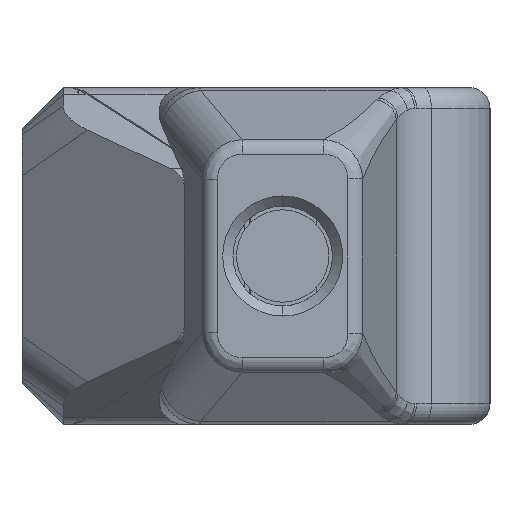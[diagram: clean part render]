
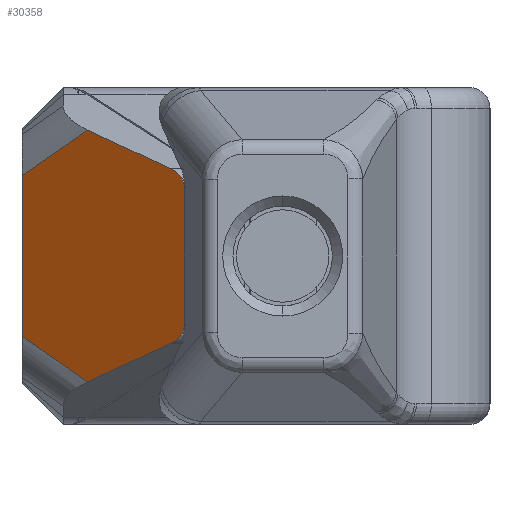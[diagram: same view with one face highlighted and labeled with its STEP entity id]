
A CAD part, left-side view. The second image highlights one B-rep face of the part: STEP entity #30358.
In plain terms, the highlighted planar face has unit normal (-0.782, 0.624, 0).
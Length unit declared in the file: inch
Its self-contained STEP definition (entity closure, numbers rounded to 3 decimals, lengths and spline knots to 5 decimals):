
#17176=DIRECTION('',(0.,0.,-1.));
#17177=VECTOR('',#17176,0.15697);
#17178=CARTESIAN_POINT('',(0.206,0.361,0.07848));
#17179=LINE('',#17178,#17177);
#17973=CARTESIAN_POINT('',(0.15509,0.29716,
0.12272));
#17975=DIRECTION('',(-0.548,-0.687,0.476));
#17976=VECTOR('',#17975,0.09287);
#17977=CARTESIAN_POINT('',(0.206,0.361,0.07848));
#17978=LINE('',#17977,#17976);
#21108=CARTESIAN_POINT('',(0.206,0.361,-0.07848));
#21110=DIRECTION('',(0.548,0.687,0.476));
#21111=VECTOR('',#21110,0.09287);
#21112=CARTESIAN_POINT('',(0.15509,0.29716,
-0.12272));
#21113=LINE('',#21112,#21111);
#21125=CARTESIAN_POINT('',(0.08,0.203,0.0675));
#21126=CARTESIAN_POINT('',(0.08,0.203,0.06987));
#21127=CARTESIAN_POINT('',(0.08076,0.20395,
0.07376));
#21128=CARTESIAN_POINT('',(0.08373,0.20767,
0.07991));
#21129=CARTESIAN_POINT('',(0.08716,0.21198,
0.08317));
#21130=CARTESIAN_POINT('',(0.08994,0.21546,
0.08479));
#21146=DIRECTION('',(0.,0.,1.));
#21147=VECTOR('',#21146,0.135);
#21148=CARTESIAN_POINT('',(0.08,0.203,-0.0675));
#21149=LINE('',#21148,#21147);
#21162=CARTESIAN_POINT('',(0.08994,0.21546,
-0.08479));
#21163=CARTESIAN_POINT('',(0.08716,0.21198,
-0.08317));
#21164=CARTESIAN_POINT('',(0.08373,0.20767,
-0.07991));
#21165=CARTESIAN_POINT('',(0.08076,0.20395,
-0.07376));
#21166=CARTESIAN_POINT('',(0.08,0.203,-0.06987));
#21167=CARTESIAN_POINT('',(0.08,0.203,-0.0675));
#21187=DIRECTION('',(0.586,0.735,-0.341));
#21188=VECTOR('',#21187,0.11117);
#21189=CARTESIAN_POINT('',(0.08994,0.21546,
-0.08479));
#21190=LINE('',#21189,#21188);
#21191=DIRECTION('',(0.586,0.735,0.341));
#21192=VECTOR('',#21191,0.11117);
#21193=CARTESIAN_POINT('',(0.08994,0.21546,
0.08479));
#21194=LINE('',#21193,#21192);
#22018=VERTEX_POINT('',#17973);
#22019=CARTESIAN_POINT('',(0.206,0.361,0.07848));
#22020=VERTEX_POINT('',#22019);
#22025=VERTEX_POINT('',#21108);
#22026=CARTESIAN_POINT('',(0.15509,0.29716,
-0.12272));
#22027=VERTEX_POINT('',#22026);
#22113=CARTESIAN_POINT('',(0.08,0.203,0.0675));
#22115=VERTEX_POINT('',#22113);
#22116=VERTEX_POINT('',#21130);
#22121=CARTESIAN_POINT('',(0.08994,0.21546,
-0.08479));
#22123=VERTEX_POINT('',#22121);
#22124=VERTEX_POINT('',#21167);
#30338=CARTESIAN_POINT('',(0.08,0.203,0.1968));
#30339=DIRECTION('',(0.782,-0.623,0.));
#30340=DIRECTION('',(0.623,0.782,0.));
#30341=AXIS2_PLACEMENT_3D('',#30338,#30339,#30340);
#30342=PLANE('',#30341);
#30344=ORIENTED_EDGE('',*,*,#30343,.F.);
#30346=ORIENTED_EDGE('',*,*,#30345,.F.);
#30348=ORIENTED_EDGE('',*,*,#30347,.F.);
#30350=ORIENTED_EDGE('',*,*,#30349,.T.);
#30351=ORIENTED_EDGE('',*,*,#30331,.T.);
#30352=ORIENTED_EDGE('',*,*,#22736,.F.);
#30353=ORIENTED_EDGE('',*,*,#24646,.T.);
#30355=ORIENTED_EDGE('',*,*,#30354,.F.);
#30356=EDGE_LOOP('',(#30344,#30346,#30348,#30350,#30351,#30352,#30353,#30355));
#30357=FACE_OUTER_BOUND('',#30356,.F.);
#30358=ADVANCED_FACE('',(#30357),#30342,.F.);
#21131=B_SPLINE_CURVE_WITH_KNOTS('',3,(#21125,#21126,#21127,#21128,#21129,
#21130),.UNSPECIFIED.,.F.,.F.,(4,1,1,4),(0.,0.25,0.5,1.),.UNSPECIFIED.);
#21168=B_SPLINE_CURVE_WITH_KNOTS('',3,(#21162,#21163,#21164,#21165,#21166,
#21167),.UNSPECIFIED.,.F.,.F.,(4,1,1,4),(0.,0.5,0.75,1.),.UNSPECIFIED.);
#22736=EDGE_CURVE('',#22020,#22025,#17179,.T.);
#24646=EDGE_CURVE('',#22020,#22018,#17978,.T.);
#30331=EDGE_CURVE('',#22027,#22025,#21113,.T.);
#30343=EDGE_CURVE('',#22115,#22116,#21131,.T.);
#30345=EDGE_CURVE('',#22124,#22115,#21149,.T.);
#30347=EDGE_CURVE('',#22123,#22124,#21168,.T.);
#30349=EDGE_CURVE('',#22123,#22027,#21190,.T.);
#30354=EDGE_CURVE('',#22116,#22018,#21194,.T.);
